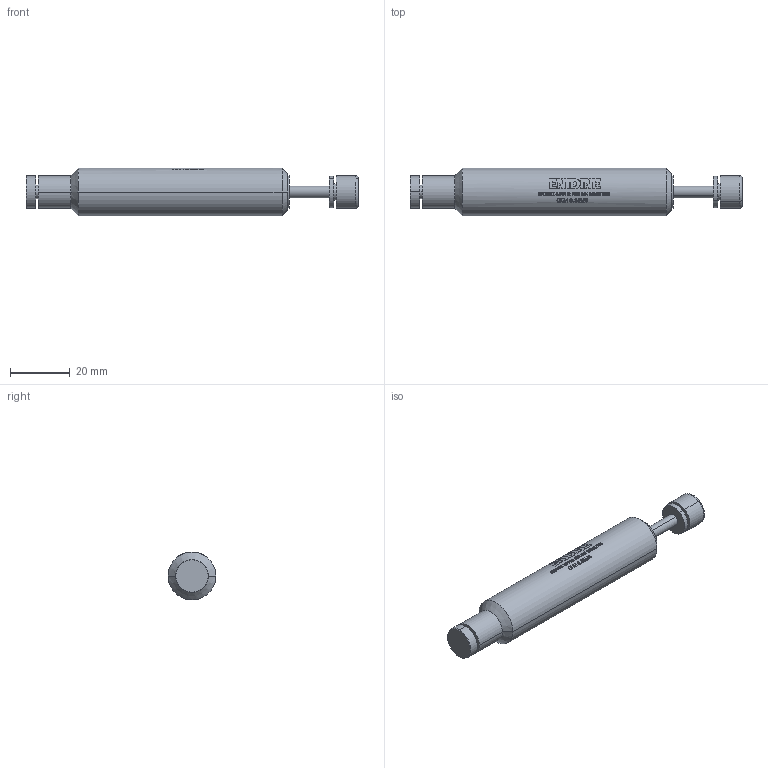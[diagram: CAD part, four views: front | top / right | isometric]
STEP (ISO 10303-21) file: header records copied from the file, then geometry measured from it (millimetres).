
FILE_DESCRIPTION (( 'STEP AP214' ), '1' );
FILE_NAME ('OEM 0.35MB.STEP', '2014-12-24T22:39:17', ( 'Registered User' ), ( 'Microsoft Corporation' ), 'SwSTEP 2.0', 'SolidWorks 2012', '' );
FILE_SCHEMA (( 'AUTOMOTIVE_DESIGN' ));
Length unit declared in the file: millimetre
Products named in the file (4): OEM 0.35MB-03; OEM 0.35MB-02; OEM 0.35MB-01; OEM 0.35MB
Assembly tree (3 placements, depth 2):
  OEM 0.35MB
    OEM 0.35MB-01
    OEM 0.35MB-02
    OEM 0.35MB-03
Bounding box: 111 x 16 x 16 mm (x, y, z)
Volume: 16517.8 mm3; surface area: 5655.1 mm2
Topology: 3 solids, 3 shells, 97 faces, 945 edges, 915 vertices
Faces by surface type: cylinder 75, plane 12, cone 8, torus 2
Entity records: 13411 total; most frequent: CARTESIAN_POINT 6536, ORIENTED_EDGE 1890, EDGE_CURVE 945, VERTEX_POINT 915, DIRECTION 659, B_SPLINE_CURVE_WITH_KNOTS 645, AXIS2_PLACEMENT_3D 256, EDGE_LOOP 158
